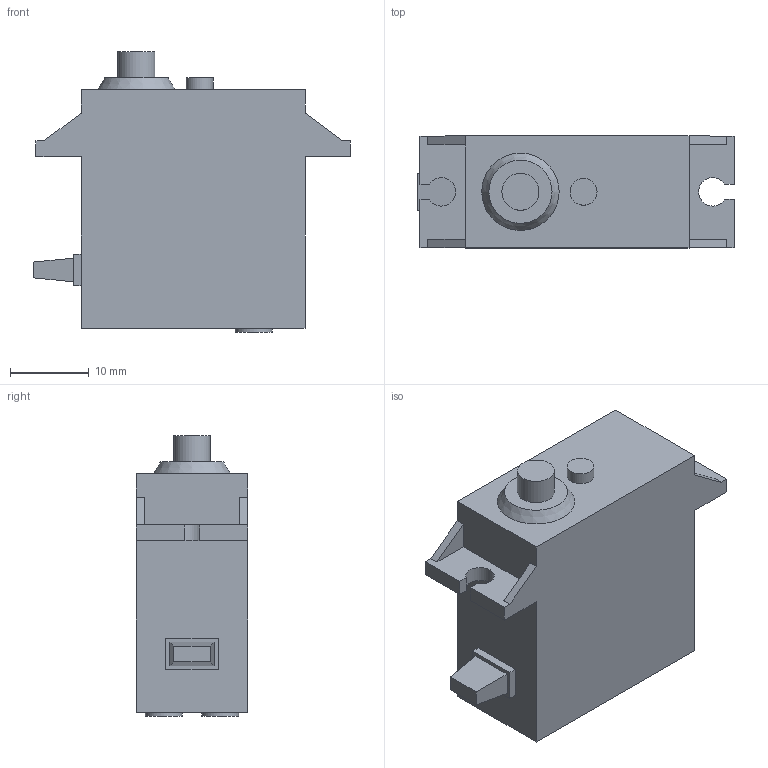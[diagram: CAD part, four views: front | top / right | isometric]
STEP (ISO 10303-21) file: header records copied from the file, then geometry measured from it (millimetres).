
FILE_DESCRIPTION(/* description */ (''),/* implementation_level */ '2;1');
FILE_NAME(/* name */ 'GWSservo v6.step',/* time_stamp */ '2023-04-30T15:35:07+09:00',/* author */ (''),/* organization */ (''),/* preprocessor_version */ 'ST-DEVELOPER v19.2',/* originating_system */ 'Autodesk Translation Framework v12.4.0.73',/* authorisation */ '');
FILE_SCHEMA (('AUTOMOTIVE_DESIGN { 1 0 10303 214 3 1 1 }'));
Length unit declared in the file: millimetre
Products named in the file (2): GWSservo; コンポーネント1
Assembly tree (1 placements, depth 2):
  GWSservo
    コンポーネント1
Bounding box: 40.08 x 14.15 x 35.55 mm (x, y, z)
Volume: 12719.3 mm3; surface area: 3984 mm2
Topology: 1 solids, 1 shells, 50 faces, 123 edges, 82 vertices
Faces by surface type: plane 43, cylinder 6, cone 1
Full cylindrical faces by diameter (mm): 3.4 x1, 4.7 x3
Entity records: 1514 total; most frequent: CARTESIAN_POINT 258, ORIENTED_EDGE 246, DIRECTION 243, EDGE_CURVE 123, LINE 109, VECTOR 109, VERTEX_POINT 82, AXIS2_PLACEMENT_3D 67
